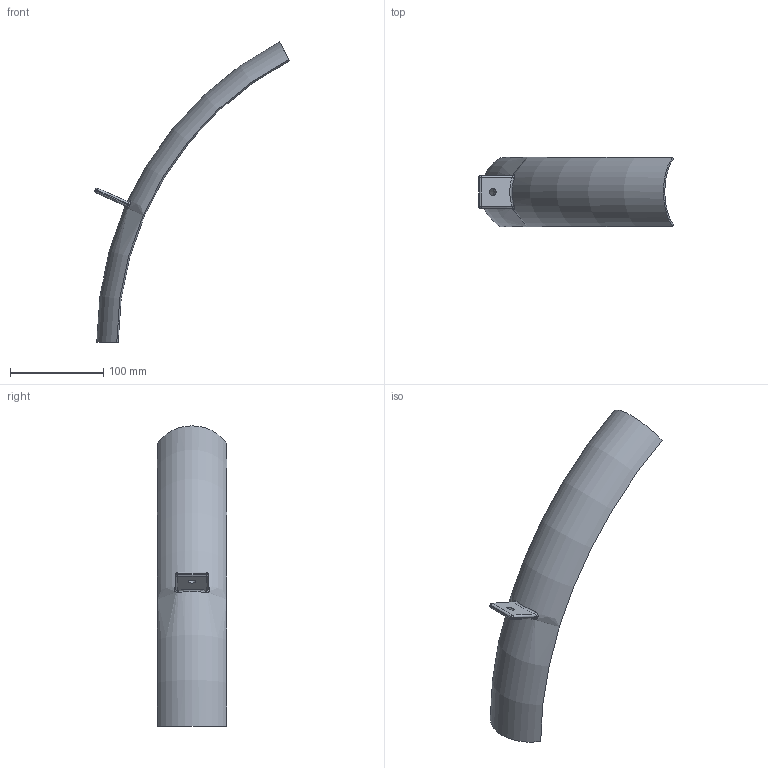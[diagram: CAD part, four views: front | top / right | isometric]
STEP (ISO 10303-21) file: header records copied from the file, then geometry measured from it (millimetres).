
FILE_DESCRIPTION( ( '' ), ' ' );
FILE_NAME( '5bf58eedd70eb716affe6546.step', '2018-11-21T16:59:26', ( '' ), ( '' ), ' ', ' ', ' ' );
FILE_SCHEMA( ( 'AUTOMOTIVE_DESIGN { 1 0 10303 214 1 1 1 1 }' ) );
Length unit declared in the file: metre
Products named in the file (1): Part18
Bounding box: 209.19 x 74.48 x 322.47 mm (x, y, z)
Volume: 107350.8 mm3; surface area: 72971.5 mm2
Topology: 1 solids, 1 shells, 32 faces, 72 edges, 39 vertices
Faces by surface type: cylinder 9, plane 7, bspline 6, torus 4, sphere 4, cone 2
Full cylindrical faces by diameter (mm): 8 x1
Entity records: 2446 total; most frequent: CARTESIAN_POINT 1515, DIRECTION 142, ORIENTED_EDGE 132, EDGE_CURVE 66, AXIS2_PLACEMENT_3D 61, VERTEX_POINT 38, EDGE_LOOP 36, CIRCLE 34
